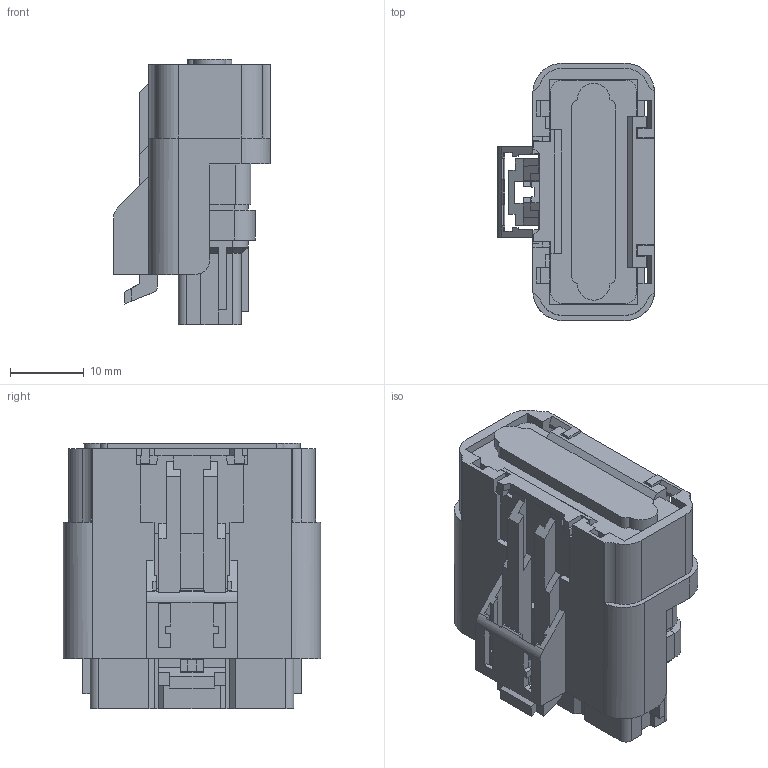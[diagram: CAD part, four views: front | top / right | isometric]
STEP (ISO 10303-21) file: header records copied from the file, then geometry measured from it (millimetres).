
FILE_DESCRIPTION(/* description */ (''),/* implementation_level */ '2;1');
FILE_NAME(/* name */ '15458165_ENV10_04.stp',/* time_stamp */ '2017-07-12T10:51:53+02:00',/* author */ (''),/* organization */ (''),/* preprocessor_version */ 'ST-DEVELOPER v15',/* originating_system */ 'SIEMENS PLM Software NX 9.0',/* authorisation */ '');
FILE_SCHEMA (('AUTOMOTIVE_DESIGN { 1 0 10303 214 3 1 1 1 }'));
Length unit declared in the file: millimetre
Products named in the file (1): 15458165-ENV10_04
Bounding box: 21.3 x 34.9 x 36 mm (x, y, z)
Volume: 14290.2 mm3; surface area: 7198.3 mm2
Topology: 1 solids, 1 shells, 420 faces, 1244 edges, 810 vertices
Faces by surface type: plane 357, cylinder 51, cone 12
Entity records: 13909 total; most frequent: CARTESIAN_POINT 2544, ORIENTED_EDGE 2488, DIRECTION 2196, EDGE_CURVE 1244, LINE 1122, VECTOR 1122, VERTEX_POINT 810, AXIS2_PLACEMENT_3D 537
